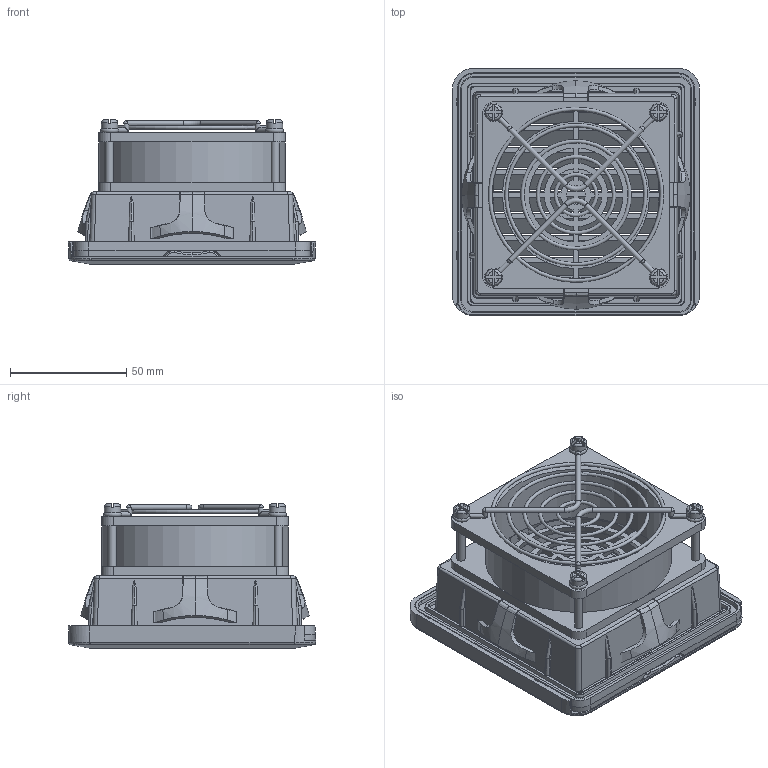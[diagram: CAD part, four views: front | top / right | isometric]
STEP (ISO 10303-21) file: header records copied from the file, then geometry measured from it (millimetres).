
FILE_DESCRIPTION(/* description */ (''),/* implementation_level */ '2;1');
FILE_NAME(/* name */ '120+31高风机.stp',/* time_stamp */ '2022-12-05T14:53:26+08:00',/* author */ (''),/* organization */ (''),/* preprocessor_version */ 'ST-DEVELOPER v16.7',/* originating_system */ 'SIEMENS PLM Software NX 12.0',/* authorisation */ '');
FILE_SCHEMA (('AUTOMOTIVE_DESIGN { 1 0 10303 214 3 1 1 1 }'));
Products named in the file (1): AdmiA33CB01Ce9kx
Bounding box: 106.55 x 106.58 x 62.1 mm (x, y, z)
Volume: 96514.4 mm3; surface area: 101175.2 mm2
Topology: 8 solids, 8 shells, 1198 faces, 3283 edges, 2087 vertices
Faces by surface type: plane 596, cylinder 305, bspline 154, torus 75, cone 56, sphere 12
Full cylindrical faces by diameter (mm): 2.2 x12, 2.5 x4, 3.5 x8, 7 x4, 8 x1, 72.35 x1, 80.35 x1
Entity records: 47237 total; most frequent: CARTESIAN_POINT 18314, ORIENTED_EDGE 6364, DIRECTION 5447, EDGE_CURVE 3182, VERTEX_POINT 2052, AXIS2_PLACEMENT_3D 1888, LINE 1671, VECTOR 1671
